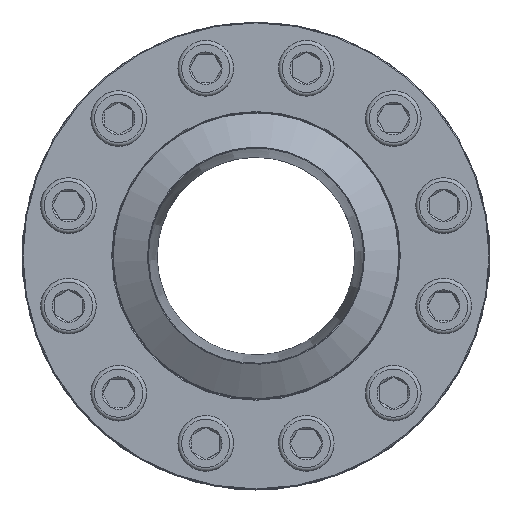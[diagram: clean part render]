
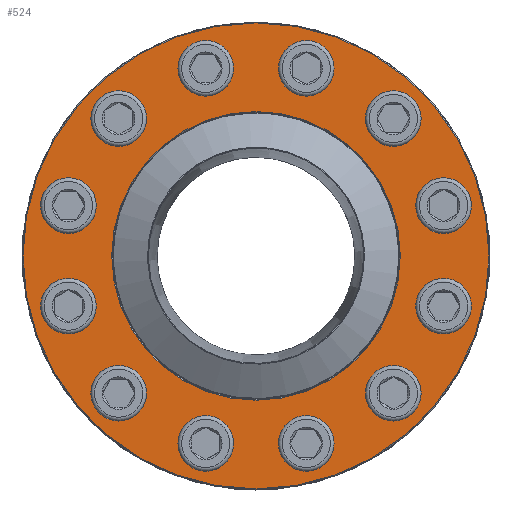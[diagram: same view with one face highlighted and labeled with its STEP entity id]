
A CAD part, top view. The second image highlights one B-rep face of the part: STEP entity #524.
In plain terms, the highlighted planar face has unit normal (0, 0, 1).
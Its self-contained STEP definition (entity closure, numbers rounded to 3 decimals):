
#524=ADVANCED_FACE('',(#654,#655,#656,#657,#658,#659,#660,#661,#662,#663),
#615,.T.);
#615=PLANE('',#1842);
#654=FACE_BOUND('',#875,.T.);
#655=FACE_BOUND('',#876,.T.);
#656=FACE_BOUND('',#877,.T.);
#657=FACE_BOUND('',#878,.T.);
#658=FACE_BOUND('',#879,.T.);
#659=FACE_BOUND('',#880,.T.);
#660=FACE_BOUND('',#881,.T.);
#661=FACE_BOUND('',#882,.T.);
#662=FACE_BOUND('',#883,.T.);
#663=FACE_BOUND('',#884,.T.);
#875=EDGE_LOOP('',(#1193));
#876=EDGE_LOOP('',(#1194));
#877=EDGE_LOOP('',(#1195));
#878=EDGE_LOOP('',(#1196));
#879=EDGE_LOOP('',(#1197));
#880=EDGE_LOOP('',(#1198));
#881=EDGE_LOOP('',(#1199));
#882=EDGE_LOOP('',(#1200));
#883=EDGE_LOOP('',(#1201));
#884=EDGE_LOOP('',(#1202));
#1193=ORIENTED_EDGE('',*,*,#1563,.T.);
#1194=ORIENTED_EDGE('',*,*,#1564,.T.);
#1195=ORIENTED_EDGE('',*,*,#1565,.T.);
#1196=ORIENTED_EDGE('',*,*,#1566,.T.);
#1197=ORIENTED_EDGE('',*,*,#1567,.T.);
#1198=ORIENTED_EDGE('',*,*,#1568,.T.);
#1199=ORIENTED_EDGE('',*,*,#1569,.T.);
#1200=ORIENTED_EDGE('',*,*,#1570,.T.);
#1201=ORIENTED_EDGE('',*,*,#1571,.T.);
#1202=ORIENTED_EDGE('',*,*,#1572,.T.);
#1403=VERTEX_POINT('',#2839);
#1404=VERTEX_POINT('',#2841);
#1405=VERTEX_POINT('',#2843);
#1406=VERTEX_POINT('',#2845);
#1407=VERTEX_POINT('',#2847);
#1408=VERTEX_POINT('',#2849);
#1409=VERTEX_POINT('',#2851);
#1410=VERTEX_POINT('',#2853);
#1411=VERTEX_POINT('',#2855);
#1412=VERTEX_POINT('',#2857);
#1563=EDGE_CURVE('',#1403,#1403,#1674,.T.);
#1564=EDGE_CURVE('',#1404,#1404,#1675,.T.);
#1565=EDGE_CURVE('',#1405,#1405,#1676,.T.);
#1566=EDGE_CURVE('',#1406,#1406,#1677,.T.);
#1567=EDGE_CURVE('',#1407,#1407,#1678,.T.);
#1568=EDGE_CURVE('',#1408,#1408,#1679,.T.);
#1569=EDGE_CURVE('',#1409,#1409,#1680,.T.);
#1570=EDGE_CURVE('',#1410,#1410,#1681,.T.);
#1571=EDGE_CURVE('',#1411,#1411,#1682,.T.);
#1572=EDGE_CURVE('',#1412,#1412,#1683,.T.);
#1674=CIRCLE('',#1832,22.5);
#1675=CIRCLE('',#1833,22.5);
#1676=CIRCLE('',#1834,22.5);
#1677=CIRCLE('',#1835,22.5);
#1678=CIRCLE('',#1836,22.5);
#1679=CIRCLE('',#1837,22.5);
#1680=CIRCLE('',#1838,22.5);
#1681=CIRCLE('',#1839,22.5);
#1682=CIRCLE('',#1840,264.);
#1683=CIRCLE('',#1841,163.5);
#1832=AXIS2_PLACEMENT_3D('',#2838,#2189,#2190);
#1833=AXIS2_PLACEMENT_3D('',#2840,#2191,#2192);
#1834=AXIS2_PLACEMENT_3D('',#2842,#2193,#2194);
#1835=AXIS2_PLACEMENT_3D('',#2844,#2195,#2196);
#1836=AXIS2_PLACEMENT_3D('',#2846,#2197,#2198);
#1837=AXIS2_PLACEMENT_3D('',#2848,#2199,#2200);
#1838=AXIS2_PLACEMENT_3D('',#2850,#2201,#2202);
#1839=AXIS2_PLACEMENT_3D('',#2852,#2203,#2204);
#1840=AXIS2_PLACEMENT_3D('',#2854,#2205,#2206);
#1841=AXIS2_PLACEMENT_3D('',#2856,#2207,#2208);
#1842=AXIS2_PLACEMENT_3D('',#2858,#2209,#2210);
#2189=DIRECTION('',(0.,0.,-1.));
#2190=DIRECTION('',(1.,0.,0.));
#2191=DIRECTION('',(0.,0.,-1.));
#2192=DIRECTION('',(1.,0.,0.));
#2193=DIRECTION('',(0.,0.,-1.));
#2194=DIRECTION('',(1.,0.,0.));
#2195=DIRECTION('',(0.,0.,-1.));
#2196=DIRECTION('',(1.,0.,0.));
#2197=DIRECTION('',(0.,0.,-1.));
#2198=DIRECTION('',(1.,0.,0.));
#2199=DIRECTION('',(0.,0.,-1.));
#2200=DIRECTION('',(1.,0.,0.));
#2201=DIRECTION('',(0.,0.,-1.));
#2202=DIRECTION('',(1.,0.,0.));
#2203=DIRECTION('',(0.,0.,-1.));
#2204=DIRECTION('',(1.,0.,0.));
#2205=DIRECTION('',(0.,0.,1.));
#2206=DIRECTION('',(1.,0.,0.));
#2207=DIRECTION('',(0.,0.,-1.));
#2208=DIRECTION('',(1.,0.,0.));
#2209=DIRECTION('',(0.,0.,1.));
#2210=DIRECTION('',(1.,0.,0.));
#2838=CARTESIAN_POINT('',(56.94,212.504,126.));
#2839=CARTESIAN_POINT('',(79.44,212.504,126.));
#2840=CARTESIAN_POINT('',(155.563,155.563,126.));
#2841=CARTESIAN_POINT('',(178.063,155.563,126.));
#2842=CARTESIAN_POINT('',(212.504,56.94,126.));
#2843=CARTESIAN_POINT('',(235.004,56.94,126.));
#2844=CARTESIAN_POINT('',(212.504,-56.94,126.));
#2845=CARTESIAN_POINT('',(235.004,-56.94,126.));
#2846=CARTESIAN_POINT('',(155.563,-155.563,126.));
#2847=CARTESIAN_POINT('',(178.063,-155.563,126.));
#2848=CARTESIAN_POINT('',(56.94,-212.504,126.));
#2849=CARTESIAN_POINT('',(79.44,-212.504,126.));
#2850=CARTESIAN_POINT('',(-56.94,-212.504,126.));
#2851=CARTESIAN_POINT('',(-34.44,-212.504,126.));
#2852=CARTESIAN_POINT('',(-155.563,-155.563,126.));
#2853=CARTESIAN_POINT('',(-133.063,-155.563,126.));
#2854=CARTESIAN_POINT('',(0.,0.,126.));
#2855=CARTESIAN_POINT('',(264.,0.,126.));
#2856=CARTESIAN_POINT('',(0.,0.,126.));
#2857=CARTESIAN_POINT('',(163.5,0.,126.));
#2858=CARTESIAN_POINT('',(0.,0.,126.));
